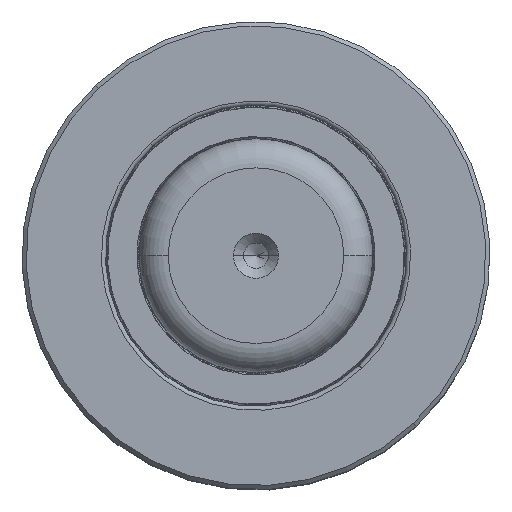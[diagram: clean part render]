
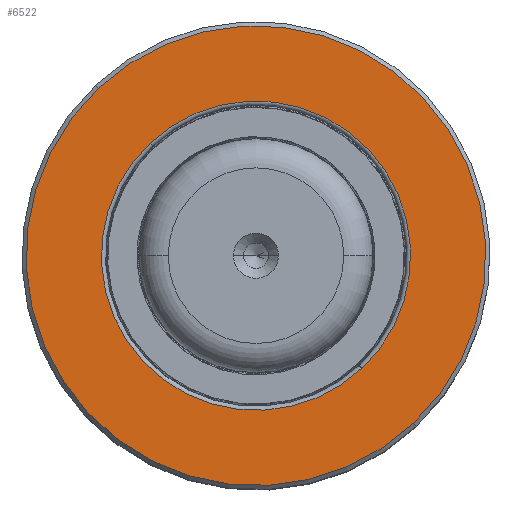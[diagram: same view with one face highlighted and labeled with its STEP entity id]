
A CAD part, top view. The second image highlights one B-rep face of the part: STEP entity #6522.
In plain terms, the highlighted face is planar.
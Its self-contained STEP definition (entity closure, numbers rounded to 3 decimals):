
#60 = CARTESIAN_POINT ( 'NONE',  ( 0., 33.687, 27.5 ) ) ;
#1079 = DIRECTION ( 'NONE',  ( 0., 0., 1. ) ) ;
#4567 = CARTESIAN_POINT ( 'NONE',  ( 0., 33.687, 0. ) ) ;
#5162 = CARTESIAN_POINT ( 'NONE',  ( 0., 33.687, -27.5 ) ) ;
#6522 = ADVANCED_FACE ( 'NONE', ( #17658, #48068 ), #24378, .T. ) ;
#8562 = EDGE_LOOP ( 'NONE', ( #44511, #31877 ) ) ;
#8959 = DIRECTION ( 'NONE',  ( 0., -1., 0. ) ) ;
#9272 = VERTEX_POINT ( 'NONE', #5162 ) ;
#10047 = CIRCLE ( 'NONE', #35328, 27.5 ) ;
#11636 = DIRECTION ( 'NONE',  ( 0., 1., 0. ) ) ;
#15057 = DIRECTION ( 'NONE',  ( 0., -1., 0. ) ) ;
#15286 = EDGE_CURVE ( 'NONE', #47121, #44925, #37562, .T. ) ;
#17658 = FACE_BOUND ( 'NONE', #48041, .T. ) ;
#19095 = DIRECTION ( 'NONE',  ( 0., 0., -1. ) ) ;
#20000 = CARTESIAN_POINT ( 'NONE',  ( 0., 33.687, -18.5 ) ) ;
#21047 = AXIS2_PLACEMENT_3D ( 'NONE', #22793, #38877, #19095 ) ;
#22793 = CARTESIAN_POINT ( 'NONE',  ( 0., 33.687, 0. ) ) ;
#23607 = AXIS2_PLACEMENT_3D ( 'NONE', #36551, #36222, #24734 ) ;
#24194 = CARTESIAN_POINT ( 'NONE',  ( 27.5, 33.687, 0. ) ) ;
#24378 = PLANE ( 'NONE',  #34721 ) ;
#24734 = DIRECTION ( 'NONE',  ( 0., 0., -1. ) ) ;
#27165 = EDGE_CURVE ( 'NONE', #35074, #9272, #37710, .T. ) ;
#27663 = CARTESIAN_POINT ( 'NONE',  ( 0., 33.687, 18.5 ) ) ;
#31877 = ORIENTED_EDGE ( 'NONE', *, *, #27165, .F. ) ;
#34721 = AXIS2_PLACEMENT_3D ( 'NONE', #24194, #11636, #1079 ) ;
#35074 = VERTEX_POINT ( 'NONE', #60 ) ;
#35328 = AXIS2_PLACEMENT_3D ( 'NONE', #39265, #15057, #43358 ) ;
#36222 = DIRECTION ( 'NONE',  ( 0., -1., 0. ) ) ;
#36551 = CARTESIAN_POINT ( 'NONE',  ( 0., 33.687, 0. ) ) ;
#37562 = CIRCLE ( 'NONE', #44134, 18.5 ) ;
#37710 = CIRCLE ( 'NONE', #23607, 27.5 ) ;
#38877 = DIRECTION ( 'NONE',  ( 0., -1., 0. ) ) ;
#39265 = CARTESIAN_POINT ( 'NONE',  ( 0., 33.687, 0. ) ) ;
#39365 = EDGE_CURVE ( 'NONE', #44925, #47121, #40609, .T. ) ;
#40433 = ORIENTED_EDGE ( 'NONE', *, *, #15286, .T. ) ;
#40609 = CIRCLE ( 'NONE', #21047, 18.5 ) ;
#41637 = ORIENTED_EDGE ( 'NONE', *, *, #39365, .T. ) ;
#43358 = DIRECTION ( 'NONE',  ( 0., 0., -1. ) ) ;
#44134 = AXIS2_PLACEMENT_3D ( 'NONE', #4567, #8959, #45219 ) ;
#44511 = ORIENTED_EDGE ( 'NONE', *, *, #45403, .F. ) ;
#44925 = VERTEX_POINT ( 'NONE', #27663 ) ;
#45219 = DIRECTION ( 'NONE',  ( 0., 0., -1. ) ) ;
#45403 = EDGE_CURVE ( 'NONE', #9272, #35074, #10047, .T. ) ;
#47121 = VERTEX_POINT ( 'NONE', #20000 ) ;
#48041 = EDGE_LOOP ( 'NONE', ( #40433, #41637 ) ) ;
#48068 = FACE_OUTER_BOUND ( 'NONE', #8562, .T. ) ;
